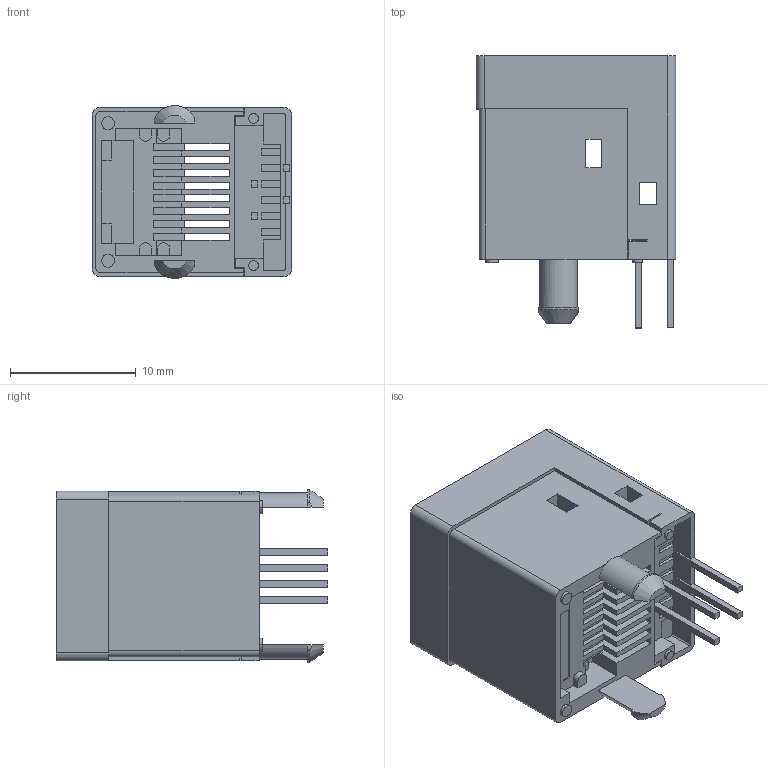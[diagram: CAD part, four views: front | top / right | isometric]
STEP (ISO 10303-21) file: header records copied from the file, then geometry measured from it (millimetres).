
FILE_DESCRIPTION((''),'2;1');
FILE_NAME('424106410','2008-12-12T',('PNB'),(''),'PRO/ENGINEER BY PARAMETRIC TECHNOLOGY CORPORATION, 2003451','PRO/ENGINEER BY PARAMETRIC TECHNOLOGY CORPORATION, 2003451','');
FILE_SCHEMA(('CONFIG_CONTROL_DESIGN'));
Length unit declared in the file: inch
Products named in the file (1): 424106410
Bounding box: 15.88 x 21.59 x 13.72 mm (x, y, z)
Volume: 2128.5 mm3; surface area: 2520 mm2
Topology: 1 solids, 1 shells, 256 faces, 792 edges, 536 vertices
Faces by surface type: plane 230, cylinder 24, cone 2
Entity records: 8775 total; most frequent: CARTESIAN_POINT 1594, ORIENTED_EDGE 1548, DIRECTION 1372, EDGE_CURVE 774, VECTOR 712, LINE 712, VERTEX_POINT 512, AXIS2_PLACEMENT_3D 330
